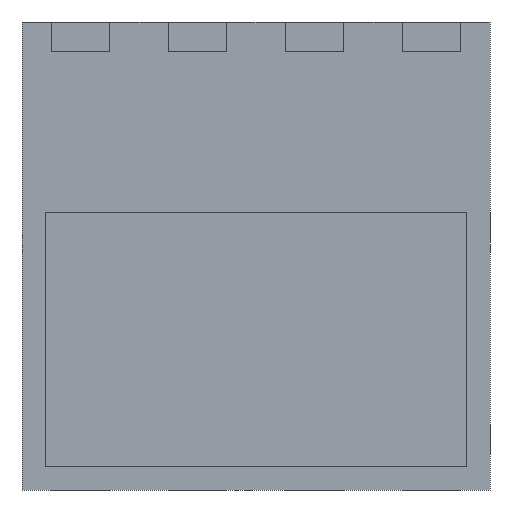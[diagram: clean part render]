
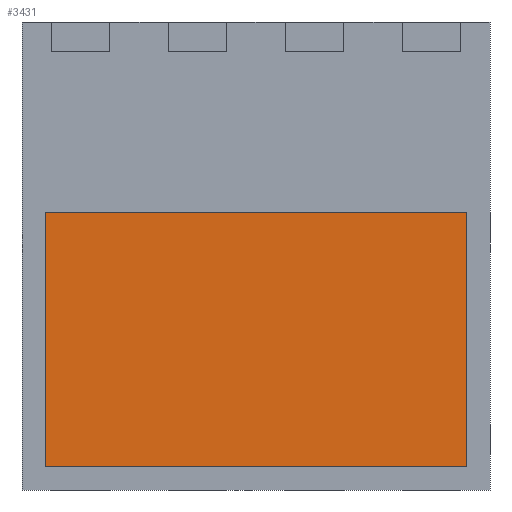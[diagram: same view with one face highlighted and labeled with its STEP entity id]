
A CAD part, front view. The second image highlights one B-rep face of the part: STEP entity #3431.
In plain terms, the highlighted planar face has unit normal (0, -1, 0).
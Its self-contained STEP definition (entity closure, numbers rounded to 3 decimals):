
#642=ORIENTED_EDGE('',*,*,#1348,.F.);
#643=ORIENTED_EDGE('',*,*,#1349,.F.);
#644=ORIENTED_EDGE('',*,*,#1350,.F.);
#645=ORIENTED_EDGE('',*,*,#1351,.F.);
#1348=EDGE_CURVE('',#1744,#1745,#2136,.T.);
#1349=EDGE_CURVE('',#1746,#1744,#2137,.T.);
#1350=EDGE_CURVE('',#1747,#1746,#2138,.T.);
#1351=EDGE_CURVE('',#1745,#1747,#2139,.T.);
#1744=VERTEX_POINT('',#5831);
#1745=VERTEX_POINT('',#5832);
#1746=VERTEX_POINT('',#5834);
#1747=VERTEX_POINT('',#5836);
#2136=LINE('',#5830,#2594);
#2137=LINE('',#5833,#2595);
#2138=LINE('',#5835,#2596);
#2139=LINE('',#5837,#2597);
#2594=VECTOR('',#4885,1000.);
#2595=VECTOR('',#4886,1000.);
#2596=VECTOR('',#4887,1000.);
#2597=VECTOR('',#4888,1000.);
#2898=EDGE_LOOP('',(#642,#643,#644,#645));
#3096=FACE_BOUND('',#2898,.T.);
#3264=PLANE('',#4291);
#3431=ADVANCED_FACE('',(#3096),#3264,.F.);
#4291=AXIS2_PLACEMENT_3D('',#5829,#4883,#4884);
#4883=DIRECTION('',(0.,1.,0.));
#4884=DIRECTION('',(0.,0.,1.));
#4885=DIRECTION('',(0.,0.,-1.));
#4886=DIRECTION('',(1.,0.,0.));
#4887=DIRECTION('',(0.,0.,1.));
#4888=DIRECTION('',(-1.,0.,0.));
#5829=CARTESIAN_POINT('',(0.,-0.045,0.));
#5830=CARTESIAN_POINT('',(3.6,-0.045,-3.38));
#5831=CARTESIAN_POINT('',(3.6,-0.045,0.75));
#5832=CARTESIAN_POINT('',(3.6,-0.045,-3.6));
#5833=CARTESIAN_POINT('',(-3.6,-0.045,0.75));
#5834=CARTESIAN_POINT('',(-3.6,-0.045,0.75));
#5835=CARTESIAN_POINT('',(-3.6,-0.045,-2.88));
#5836=CARTESIAN_POINT('',(-3.6,-0.045,-3.6));
#5837=CARTESIAN_POINT('',(3.6,-0.045,-3.6));
